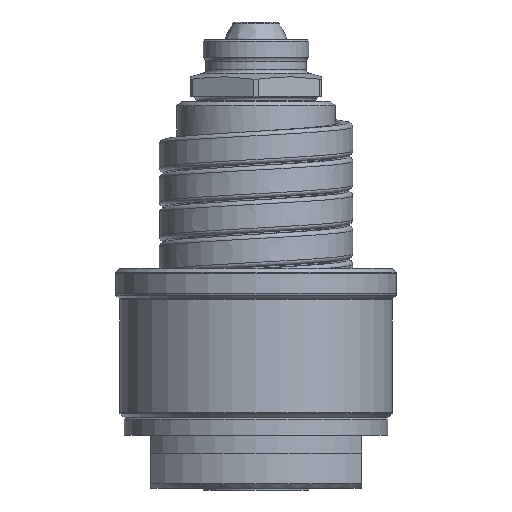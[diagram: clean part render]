
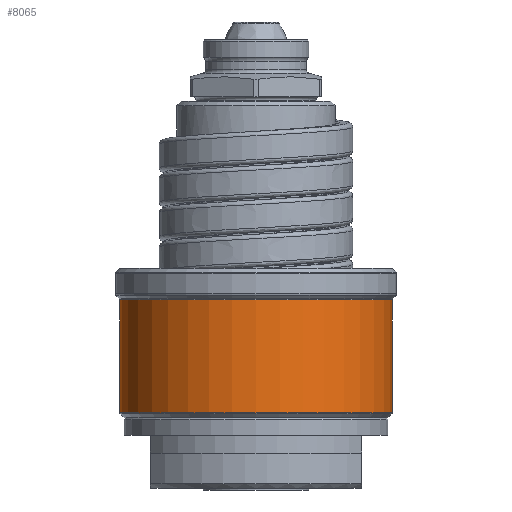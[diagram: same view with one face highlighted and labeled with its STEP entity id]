
A CAD part, front view. The second image highlights one B-rep face of the part: STEP entity #8065.
In plain terms, the highlighted cylindrical face has radius 15.5 mm (diameter 31 mm), a partial arc.
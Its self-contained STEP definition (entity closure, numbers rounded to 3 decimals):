
#1522=CARTESIAN_POINT('',(0.,0.,8.583));
#1523=DIRECTION('',(0.,0.,1.));
#1524=DIRECTION('',(-1.,0.,0.));
#1525=AXIS2_PLACEMENT_3D('',#1522,#1523,#1524);
#1527=DIRECTION('',(0.,0.,-1.));
#1528=VECTOR('',#1527,12.835);
#1529=CARTESIAN_POINT('',(-15.5,0.,21.417));
#1530=LINE('',#1529,#1528);
#1531=CARTESIAN_POINT('',(0.,0.,21.417));
#1532=DIRECTION('',(0.,0.,1.));
#1533=DIRECTION('',(-1.,0.,0.));
#1534=AXIS2_PLACEMENT_3D('',#1531,#1532,#1533);
#1536=DIRECTION('',(0.,0.,-1.));
#1537=VECTOR('',#1536,12.835);
#1538=CARTESIAN_POINT('',(15.5,0.,21.417));
#1539=LINE('',#1538,#1537);
#5631=CARTESIAN_POINT('',(15.5,0.,21.417));
#5632=CARTESIAN_POINT('',(-15.5,0.,21.417));
#5633=VERTEX_POINT('',#5631);
#5634=VERTEX_POINT('',#5632);
#5657=CARTESIAN_POINT('',(15.5,0.,8.583));
#5658=VERTEX_POINT('',#5657);
#5659=CARTESIAN_POINT('',(-15.5,0.,8.583));
#5660=VERTEX_POINT('',#5659);
#8053=CARTESIAN_POINT('',(0.,0.,7.15));
#8054=DIRECTION('',(0.,0.,1.));
#8055=DIRECTION('',(-1.,0.,0.));
#8056=AXIS2_PLACEMENT_3D('',#8053,#8054,#8055);
#8057=CYLINDRICAL_SURFACE('',#8056,15.5);
#8058=ORIENTED_EDGE('',*,*,#8025,.F.);
#8059=ORIENTED_EDGE('',*,*,#8043,.F.);
#8061=ORIENTED_EDGE('',*,*,#8060,.T.);
#8062=ORIENTED_EDGE('',*,*,#8039,.T.);
#8063=EDGE_LOOP('',(#8058,#8059,#8061,#8062));
#8064=FACE_OUTER_BOUND('',#8063,.F.);
#1526=CIRCLE('',#1525,15.5);
#1535=CIRCLE('',#1534,15.5);
#8025=EDGE_CURVE('',#5660,#5658,#1526,.T.);
#8039=EDGE_CURVE('',#5633,#5658,#1539,.T.);
#8043=EDGE_CURVE('',#5634,#5660,#1530,.T.);
#8060=EDGE_CURVE('',#5634,#5633,#1535,.T.);
#8065=ADVANCED_FACE('',(#8064),#8057,.T.);
